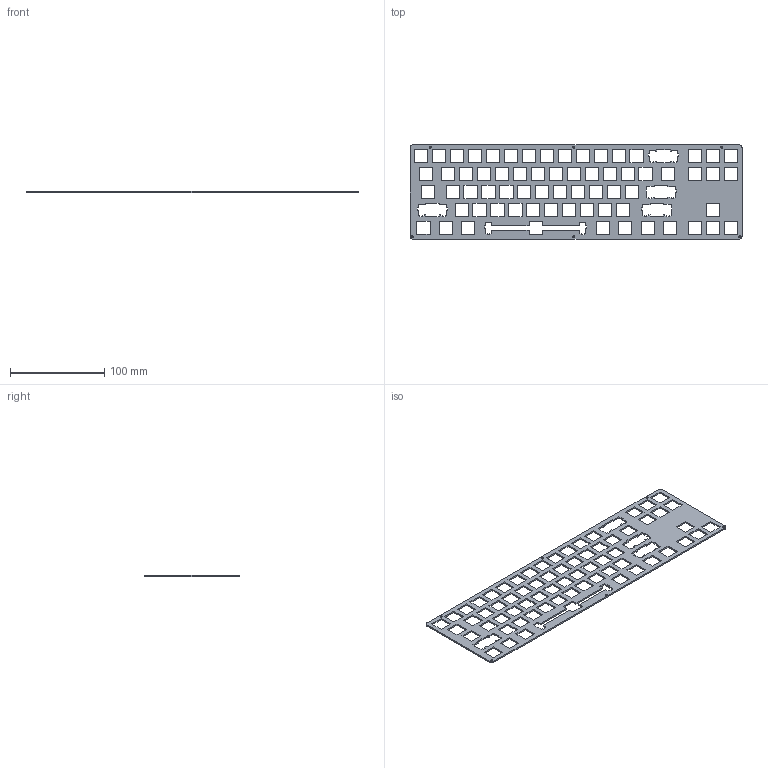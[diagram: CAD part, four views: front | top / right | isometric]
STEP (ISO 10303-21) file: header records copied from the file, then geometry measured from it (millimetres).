
FILE_DESCRIPTION(('KiCad electronic assembly'),'2;1');
FILE_NAME('DecenTKL-plate.step','2024-07-07T16:12:49',('Pcbnew'),( 'Kicad'),'Open CASCADE STEP processor 7.8','KiCad to STEP converter' ,'Unknown');
FILE_SCHEMA(('AUTOMOTIVE_DESIGN { 1 0 10303 214 1 1 1 1 }'));
Length unit declared in the file: millimetre
Products named in the file (2): DecenTKL-plate 1; DecenTKL-plate_PCB
Assembly tree (1 placements, depth 2):
  DecenTKL-plate 1
    DecenTKL-plate_PCB
Bounding box: 352.43 x 100.01 x 1.6 mm (x, y, z)
Volume: 31882.8 mm3; surface area: 48385.8 mm2
Topology: 1 solids, 1 shells, 460 faces, 1374 edges, 916 vertices
Faces by surface type: plane 450, cylinder 10
Full cylindrical faces by diameter (mm): 2.2 x6
Entity records: 15503 total; most frequent: CARTESIAN_POINT 2752, ORIENTED_EDGE 2748, DIRECTION 2318, EDGE_CURVE 1374, LINE 1354, VECTOR 1354, VERTEX_POINT 916, FACE_BOUND 614
